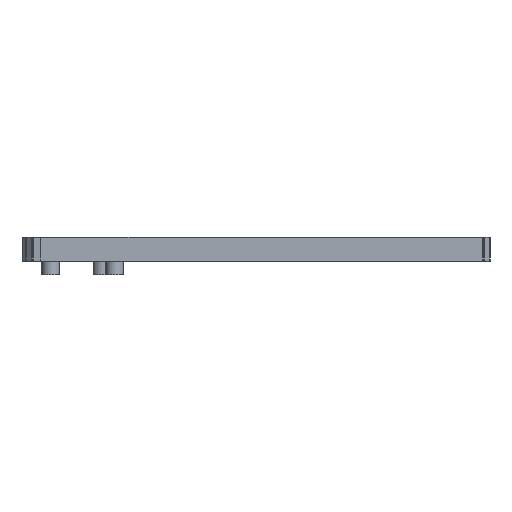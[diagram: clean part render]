
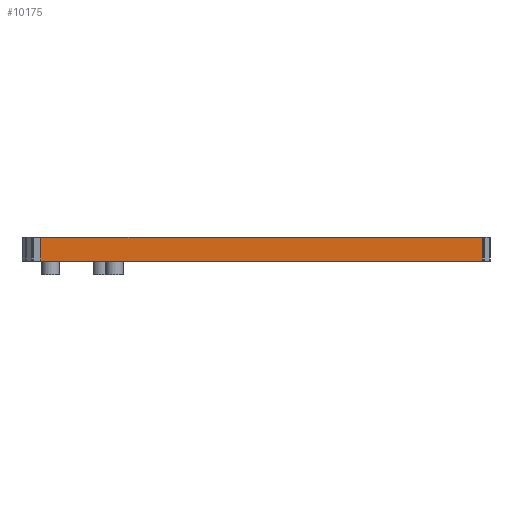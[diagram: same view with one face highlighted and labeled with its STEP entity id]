
A CAD part, left-side view. The second image highlights one B-rep face of the part: STEP entity #10175.
In plain terms, the highlighted planar face has unit normal (-1, 0.001, 0).
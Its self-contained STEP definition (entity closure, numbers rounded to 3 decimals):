
#325=FACE_OUTER_BOUND('',#894,.T.);
#894=EDGE_LOOP('',(#7695,#7696,#7697,#7698));
#1383=LINE('',#13642,#2812);
#1588=LINE('',#14052,#3017);
#2072=LINE('',#15025,#3501);
#2073=LINE('',#15027,#3502);
#2812=VECTOR('',#11129,10.);
#3017=VECTOR('',#11336,10.);
#3501=VECTOR('',#12046,10.);
#3502=VECTOR('',#12049,10.);
#4238=VERTEX_POINT('',#13639);
#4239=VERTEX_POINT('',#13641);
#4442=VERTEX_POINT('',#14049);
#4443=VERTEX_POINT('',#14051);
#5215=EDGE_CURVE('',#4238,#4239,#1383,.T.);
#5420=EDGE_CURVE('',#4443,#4442,#1588,.T.);
#5908=EDGE_CURVE('',#4239,#4442,#2072,.T.);
#5909=EDGE_CURVE('',#4238,#4443,#2073,.T.);
#7695=ORIENTED_EDGE('',*,*,#5909,.T.);
#7696=ORIENTED_EDGE('',*,*,#5420,.T.);
#7697=ORIENTED_EDGE('',*,*,#5908,.F.);
#7698=ORIENTED_EDGE('',*,*,#5215,.F.);
#9690=PLANE('',#10682);
#10175=ADVANCED_FACE('',(#325),#9690,.T.);
#10682=AXIS2_PLACEMENT_3D('',#15026,#12047,#12048);
#11129=DIRECTION('',(0.001,1.,0.));
#11336=DIRECTION('',(0.001,1.,0.));
#12046=DIRECTION('',(0.,0.,1.));
#12047=DIRECTION('center_axis',(-1.,0.001,
0.));
#12048=DIRECTION('ref_axis',(0.,0.,1.));
#12049=DIRECTION('',(0.,0.,1.));
#13639=CARTESIAN_POINT('',(-1.851,1.101,12.7));
#13641=CARTESIAN_POINT('',(-1.766,118.535,12.7));
#13642=CARTESIAN_POINT('',(-1.851,1.101,12.7));
#14049=CARTESIAN_POINT('',(-1.766,118.535,19.05));
#14051=CARTESIAN_POINT('',(-1.851,1.101,19.05));
#14052=CARTESIAN_POINT('',(-1.851,1.101,19.05));
#15025=CARTESIAN_POINT('',(-1.766,118.535,12.7));
#15026=CARTESIAN_POINT('Origin',(-1.808,59.818,19.05));
#15027=CARTESIAN_POINT('',(-1.851,1.101,12.7));
